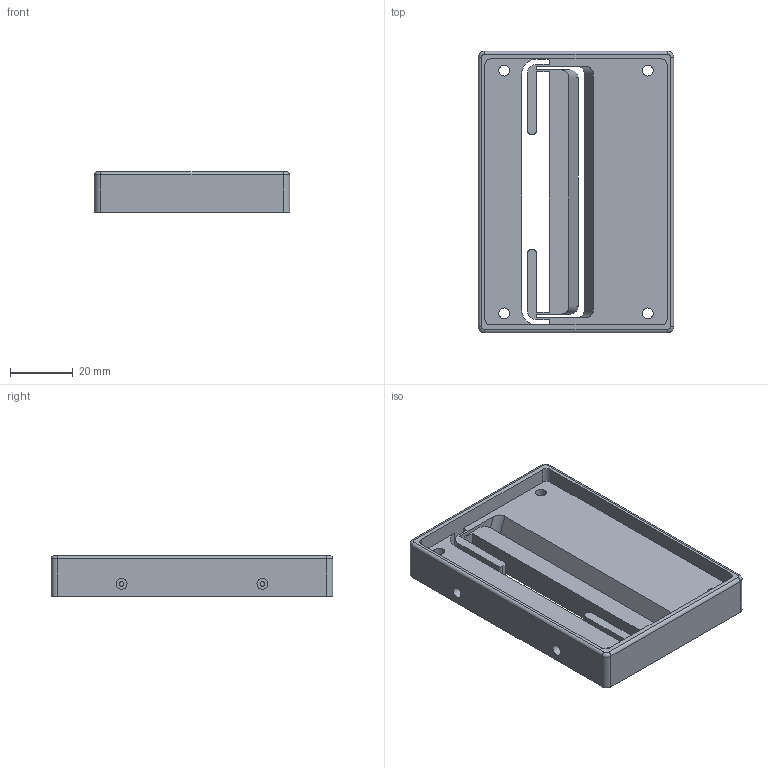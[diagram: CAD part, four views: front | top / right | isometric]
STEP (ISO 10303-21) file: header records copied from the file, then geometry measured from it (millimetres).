
FILE_DESCRIPTION(/* description */ (''),/* implementation_level */ '2;1');
FILE_NAME(/* name */ 'Aperture Mount R2v2.step',/* time_stamp */ '2023-12-14T15:21:28-07:00',/* author */ (''),/* organization */ (''),/* preprocessor_version */ 'ST-DEVELOPER v20',/* originating_system */ 'Autodesk Translation Framework v12.14.0.127',/* authorisation */ '');
FILE_SCHEMA (('AUTOMOTIVE_DESIGN { 1 0 10303 214 3 1 1 }'));
Length unit declared in the file: millimetre
Products named in the file (1): Aperture Mount
Bounding box: 62.38 x 90 x 13 mm (x, y, z)
Volume: 39263.9 mm3; surface area: 19091 mm2
Topology: 1 solids, 1 shells, 80 faces, 208 edges, 136 vertices
Faces by surface type: plane 40, cylinder 36, bspline 4
Full cylindrical faces by diameter (mm): 1.5 x2, 3.5 x6, 6 x4
Entity records: 2552 total; most frequent: CARTESIAN_POINT 457, DIRECTION 438, ORIENTED_EDGE 416, EDGE_CURVE 208, AXIS2_PLACEMENT_3D 153, VERTEX_POINT 136, LINE 132, VECTOR 132
